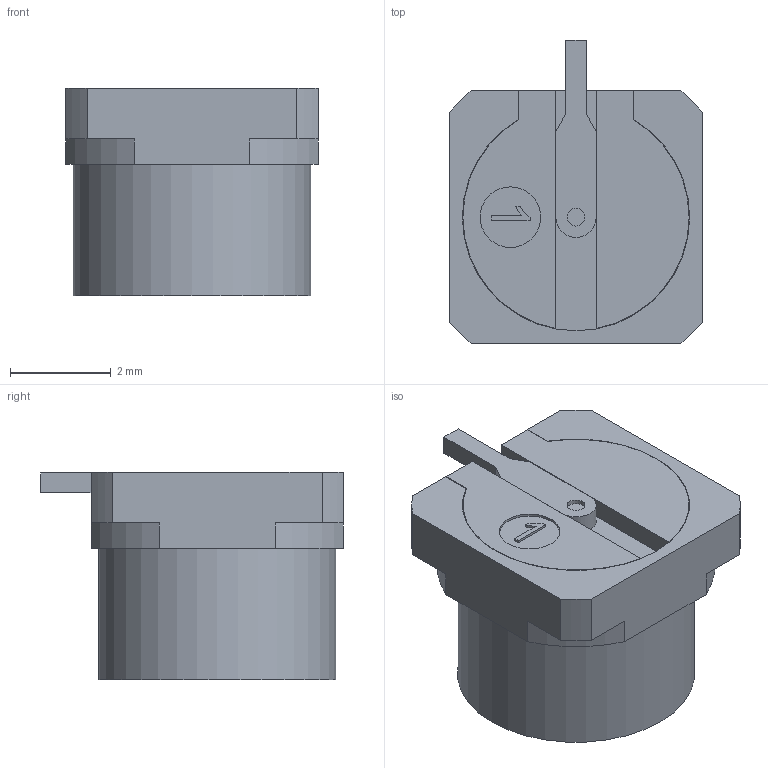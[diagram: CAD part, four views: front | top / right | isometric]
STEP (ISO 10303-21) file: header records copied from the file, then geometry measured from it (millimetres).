
FILE_DESCRIPTION (( 'STEP AP203' ), '1' );
FILE_NAME ('FMCN44267_3D.step', '2022-12-06T23:29:57', ( '' ), ( '' ), 'SwSTEP 2.0', 'SolidWorks 2021', '' );
FILE_SCHEMA (( 'CONFIG_CONTROL_DESIGN' ));
Length unit declared in the file: inch
Products named in the file (1): FMCN44267_3D
Bounding box: 5 x 6 x 4.1 mm (x, y, z)
Volume: 56.1 mm3; surface area: 161.8 mm2
Topology: 1 solids, 1 shells, 75 faces, 198 edges, 130 vertices
Faces by surface type: plane 44, cylinder 25, cone 3, bspline 2, sphere 1
Full cylindrical faces by diameter (mm): 0.35 x1, 0.381 x1, 0.786 x1, 1.2 x1, 3.048 x1, 3.175 x1, 3.607 x1, 4.7 x1
Entity records: 2420 total; most frequent: CARTESIAN_POINT 527, DIRECTION 371, ORIENTED_EDGE 364, EDGE_CURVE 182, VERTEX_POINT 127, LINE 125, VECTOR 125, AXIS2_PLACEMENT_3D 123
